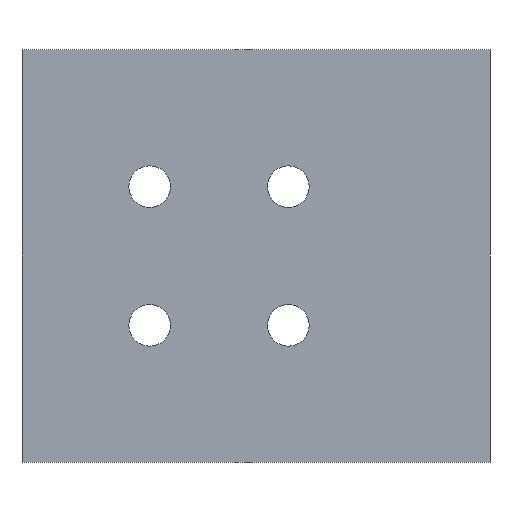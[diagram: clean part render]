
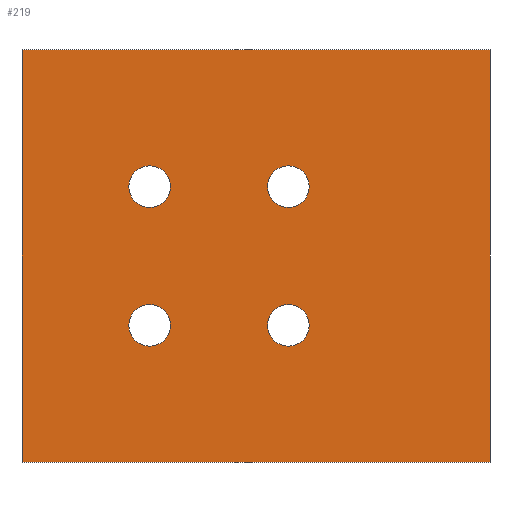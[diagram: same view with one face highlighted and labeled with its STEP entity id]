
A CAD part, front view. The second image highlights one B-rep face of the part: STEP entity #219.
In plain terms, the highlighted planar face has unit normal (0, -1, 0).
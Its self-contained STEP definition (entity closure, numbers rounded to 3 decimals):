
#99 = VERTEX_POINT( '', #265 );
#105 = VERTEX_POINT( '', #271 );
#107 = EDGE_CURVE( '', #105, #147, #273, .T. );
#115 = VERTEX_POINT( '', #282 );
#121 = EDGE_CURVE( '', #167, #229, #289, .T. );
#127 = EDGE_CURVE( '', #229, #167, #295, .T. );
#131 = EDGE_CURVE( '', #207, #227, #299, .T. );
#147 = VERTEX_POINT( '', #316 );
#149 = VERTEX_POINT( '', #318 );
#151 = VERTEX_POINT( '', #320 );
#153 = EDGE_CURVE( '', #227, #151, #322, .T. );
#155 = EDGE_CURVE( '', #147, #105, #324, .T. );
#159 = EDGE_CURVE( '', #237, #207, #333, .T. );
#161 = EDGE_CURVE( '', #151, #237, #335, .T. );
#167 = VERTEX_POINT( '', #341 );
#177 = EDGE_CURVE( '', #149, #99, #352, .T. );
#193 = EDGE_CURVE( '', #239, #115, #370, .T. );
#199 = EDGE_CURVE( '', #99, #149, #377, .T. );
#201 = EDGE_CURVE( '', #115, #239, #379, .T. );
#207 = VERTEX_POINT( '', #386 );
#219 = ADVANCED_FACE( '', ( #399, #400, #401, #402, #403 ), #404, .F. );
#227 = VERTEX_POINT( '', #413 );
#229 = VERTEX_POINT( '', #415 );
#237 = VERTEX_POINT( '', #424 );
#239 = VERTEX_POINT( '', #426 );
#265 = CARTESIAN_POINT( '', ( 5.75, 0., 7.5 ) );
#271 = CARTESIAN_POINT( '', ( -13.75, 0., 7.5 ) );
#273 = CIRCLE( '', #452, 2.25 );
#282 = CARTESIAN_POINT( '', ( -9.25, 0., -7.5 ) );
#289 = CIRCLE( '', #473, 2.25 );
#295 = CIRCLE( '', #483, 2.25 );
#299 = LINE( '', #490, #491 );
#316 = CARTESIAN_POINT( '', ( -9.25, 0., 7.5 ) );
#318 = CARTESIAN_POINT( '', ( 1.25, 0., 7.5 ) );
#320 = CARTESIAN_POINT( '', ( 25.3, 0., -22.3 ) );
#322 = LINE( '', #519, #520 );
#324 = CIRCLE( '', #523, 2.25 );
#333 = LINE( '', #533, #534 );
#335 = LINE( '', #537, #538 );
#341 = CARTESIAN_POINT( '', ( 1.25, 0., -7.5 ) );
#352 = CIRCLE( '', #561, 2.25 );
#370 = CIRCLE( '', #587, 2.25 );
#377 = CIRCLE( '', #597, 2.25 );
#379 = CIRCLE( '', #600, 2.25 );
#386 = CARTESIAN_POINT( '', ( -25.3, 0., 22.3 ) );
#399 = FACE_OUTER_BOUND( '', #624, .T. );
#400 = FACE_BOUND( '', #625, .T. );
#401 = FACE_BOUND( '', #626, .T. );
#402 = FACE_BOUND( '', #627, .T. );
#403 = FACE_BOUND( '', #628, .T. );
#404 = PLANE( '', #629 );
#413 = CARTESIAN_POINT( '', ( 25.3, 0., 22.3 ) );
#415 = CARTESIAN_POINT( '', ( 5.75, 0., -7.5 ) );
#424 = CARTESIAN_POINT( '', ( -25.3, 0., -22.3 ) );
#426 = CARTESIAN_POINT( '', ( -13.75, 0., -7.5 ) );
#452 = AXIS2_PLACEMENT_3D( '', #670, #671, #672 );
#473 = AXIS2_PLACEMENT_3D( '', #691, #692, #693 );
#483 = AXIS2_PLACEMENT_3D( '', #698, #699, #700 );
#490 = CARTESIAN_POINT( '', ( -25.3, 0., 22.3 ) );
#491 = VECTOR( '', #702, 1. );
#519 = CARTESIAN_POINT( '', ( 25.3, 0., 22.3 ) );
#520 = VECTOR( '', #713, 1. );
#523 = AXIS2_PLACEMENT_3D( '', #714, #715, #716 );
#533 = CARTESIAN_POINT( '', ( -25.3, 0., -22.3 ) );
#534 = VECTOR( '', #733, 1. );
#537 = CARTESIAN_POINT( '', ( 25.3, 0., -22.3 ) );
#538 = VECTOR( '', #734, 1. );
#561 = AXIS2_PLACEMENT_3D( '', #747, #748, #749 );
#587 = AXIS2_PLACEMENT_3D( '', #772, #773, #774 );
#597 = AXIS2_PLACEMENT_3D( '', #784, #785, #786 );
#600 = AXIS2_PLACEMENT_3D( '', #787, #788, #789 );
#624 = EDGE_LOOP( '', ( #814, #815, #816, #817 ) );
#625 = EDGE_LOOP( '', ( #818, #819 ) );
#626 = EDGE_LOOP( '', ( #820, #821 ) );
#627 = EDGE_LOOP( '', ( #822, #823 ) );
#628 = EDGE_LOOP( '', ( #824, #825 ) );
#629 = AXIS2_PLACEMENT_3D( '', #826, #827, #828 );
#670 = CARTESIAN_POINT( '', ( -11.5, 0., 7.5 ) );
#671 = DIRECTION( '', ( 0., 1., 0. ) );
#672 = DIRECTION( '', ( 1., 0., 0. ) );
#691 = CARTESIAN_POINT( '', ( 3.5, 0., -7.5 ) );
#692 = DIRECTION( '', ( 0., 1., 0. ) );
#693 = DIRECTION( '', ( 1., 0., 0. ) );
#698 = CARTESIAN_POINT( '', ( 3.5, 0., -7.5 ) );
#699 = DIRECTION( '', ( 0., 1., 0. ) );
#700 = DIRECTION( '', ( 1., 0., 0. ) );
#702 = DIRECTION( '', ( 1., 0., 0. ) );
#713 = DIRECTION( '', ( 0., 0., -1. ) );
#714 = CARTESIAN_POINT( '', ( -11.5, 0., 7.5 ) );
#715 = DIRECTION( '', ( 0., 1., 0. ) );
#716 = DIRECTION( '', ( 1., 0., 0. ) );
#733 = DIRECTION( '', ( 0., 0., 1. ) );
#734 = DIRECTION( '', ( -1., 0., 0. ) );
#747 = CARTESIAN_POINT( '', ( 3.5, 0., 7.5 ) );
#748 = DIRECTION( '', ( 0., 1., 0. ) );
#749 = DIRECTION( '', ( 1., 0., 0. ) );
#772 = CARTESIAN_POINT( '', ( -11.5, 0., -7.5 ) );
#773 = DIRECTION( '', ( 0., 1., 0. ) );
#774 = DIRECTION( '', ( 1., 0., 0. ) );
#784 = CARTESIAN_POINT( '', ( 3.5, 0., 7.5 ) );
#785 = DIRECTION( '', ( 0., 1., 0. ) );
#786 = DIRECTION( '', ( 1., 0., 0. ) );
#787 = CARTESIAN_POINT( '', ( -11.5, 0., -7.5 ) );
#788 = DIRECTION( '', ( 0., 1., 0. ) );
#789 = DIRECTION( '', ( 1., 0., 0. ) );
#814 = ORIENTED_EDGE( '', *, *, #131, .F. );
#815 = ORIENTED_EDGE( '', *, *, #159, .F. );
#816 = ORIENTED_EDGE( '', *, *, #161, .F. );
#817 = ORIENTED_EDGE( '', *, *, #153, .F. );
#818 = ORIENTED_EDGE( '', *, *, #127, .T. );
#819 = ORIENTED_EDGE( '', *, *, #121, .T. );
#820 = ORIENTED_EDGE( '', *, *, #199, .T. );
#821 = ORIENTED_EDGE( '', *, *, #177, .T. );
#822 = ORIENTED_EDGE( '', *, *, #155, .T. );
#823 = ORIENTED_EDGE( '', *, *, #107, .T. );
#824 = ORIENTED_EDGE( '', *, *, #201, .T. );
#825 = ORIENTED_EDGE( '', *, *, #193, .T. );
#826 = CARTESIAN_POINT( '', ( 0., 0., 0. ) );
#827 = DIRECTION( '', ( 0., 1., 0. ) );
#828 = DIRECTION( '', ( 0., 0., 1. ) );
